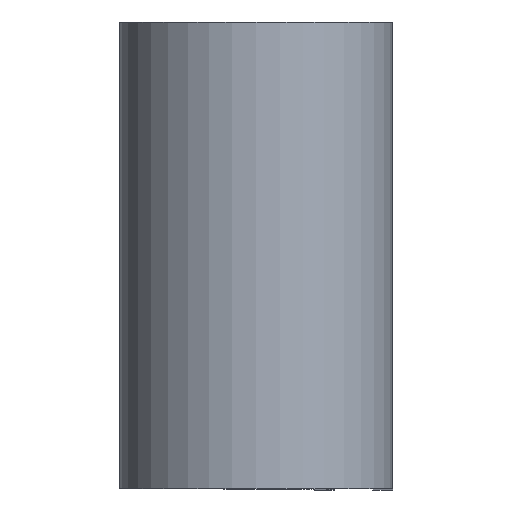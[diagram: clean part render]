
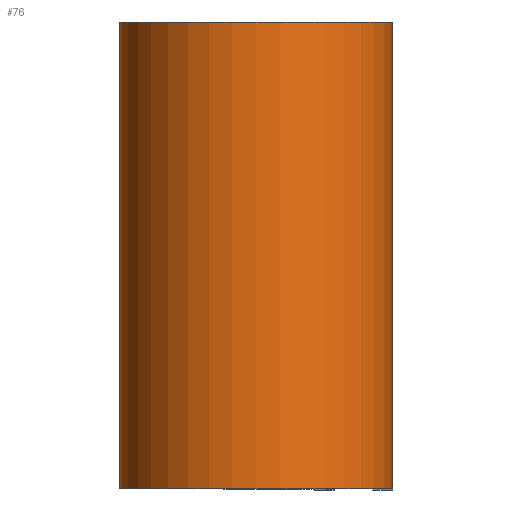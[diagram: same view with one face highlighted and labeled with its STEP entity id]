
A CAD part, top view. The second image highlights one B-rep face of the part: STEP entity #76.
In plain terms, the highlighted cylindrical face has radius 5.575 mm (diameter 11.151 mm), a partial arc.
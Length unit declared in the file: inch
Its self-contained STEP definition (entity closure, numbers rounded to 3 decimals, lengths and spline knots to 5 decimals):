
#13 = FACE_OUTER_BOUND ( 'NONE', #603, .T. ) ;
#15 = CARTESIAN_POINT ( 'NONE',  ( 0., 0.375, -0.2195 ) ) ;
#24 = DIRECTION ( 'NONE',  ( 0., -1., 0. ) ) ;
#31 = DIRECTION ( 'NONE',  ( 0., -1., 0. ) ) ;
#52 = CARTESIAN_POINT ( 'NONE',  ( 0.2195, 0.375, 0. ) ) ;
#68 = AXIS2_PLACEMENT_3D ( 'NONE', #393, #385, #379 ) ;
#76 = ADVANCED_FACE ( 'NONE', ( #13 ), #403, .T. ) ;
#77 = CARTESIAN_POINT ( 'NONE',  ( 0., 0.375, 0. ) ) ;
#79 = CIRCLE ( 'NONE', #331, 0.2195 ) ;
#130 = DIRECTION ( 'NONE',  ( 1., 0., 0. ) ) ;
#138 = ORIENTED_EDGE ( 'NONE', *, *, #575, .T. ) ;
#141 = CARTESIAN_POINT ( 'NONE',  ( 0., -0.375, -0.2195 ) ) ;
#244 = VECTOR ( 'NONE', #31, 39.37008 ) ;
#268 = ORIENTED_EDGE ( 'NONE', *, *, #583, .F. ) ;
#269 = LINE ( 'NONE', #15, #388 ) ;
#286 = CIRCLE ( 'NONE', #68, 0.2195 ) ;
#299 = CARTESIAN_POINT ( 'NONE',  ( 0.2195, 0.375, 0. ) ) ;
#307 = CARTESIAN_POINT ( 'NONE',  ( 0., 0.375, -0.2195 ) ) ;
#320 = ORIENTED_EDGE ( 'NONE', *, *, #436, .T. ) ;
#324 = AXIS2_PLACEMENT_3D ( 'NONE', #325, #371, #330 ) ;
#325 = CARTESIAN_POINT ( 'NONE',  ( 0., 0.375, 0. ) ) ;
#330 = DIRECTION ( 'NONE',  ( 0., 0., -1. ) ) ;
#331 = AXIS2_PLACEMENT_3D ( 'NONE', #77, #352, #130 ) ;
#352 = DIRECTION ( 'NONE',  ( 0., 1., 0. ) ) ;
#370 = LINE ( 'NONE', #52, #244 ) ;
#371 = DIRECTION ( 'NONE',  ( 0., -1., 0. ) ) ;
#379 = DIRECTION ( 'NONE',  ( 1., 0., 0. ) ) ;
#385 = DIRECTION ( 'NONE',  ( 0., 1., 0. ) ) ;
#388 = VECTOR ( 'NONE', #24, 39.37008 ) ;
#393 = CARTESIAN_POINT ( 'NONE',  ( 0., -0.375, 0. ) ) ;
#397 = VERTEX_POINT ( 'NONE', #492 ) ;
#403 = CYLINDRICAL_SURFACE ( 'NONE', #324, 0.2195 ) ;
#436 = EDGE_CURVE ( 'NONE', #521, #397, #286, .T. ) ;
#492 = CARTESIAN_POINT ( 'NONE',  ( 0.2195, -0.375, 0. ) ) ;
#501 = VERTEX_POINT ( 'NONE', #307 ) ;
#521 = VERTEX_POINT ( 'NONE', #141 ) ;
#533 = VERTEX_POINT ( 'NONE', #299 ) ;
#575 = EDGE_CURVE ( 'NONE', #501, #521, #269, .T. ) ;
#583 = EDGE_CURVE ( 'NONE', #533, #397, #370, .T. ) ;
#603 = EDGE_LOOP ( 'NONE', ( #320, #268, #633, #138 ) ) ;
#604 = EDGE_CURVE ( 'NONE', #501, #533, #79, .T. ) ;
#633 = ORIENTED_EDGE ( 'NONE', *, *, #604, .F. ) ;
